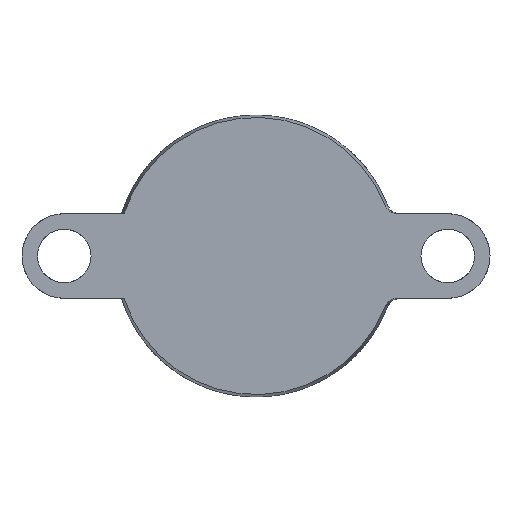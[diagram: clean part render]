
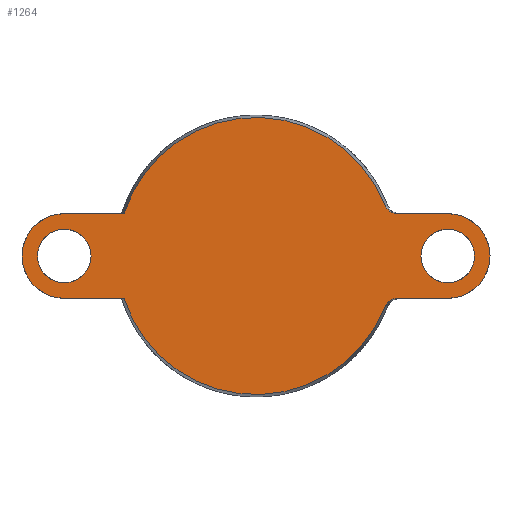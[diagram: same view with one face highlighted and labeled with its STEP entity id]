
A CAD part, front view. The second image highlights one B-rep face of the part: STEP entity #1264.
In plain terms, the highlighted planar face has unit normal (0, -1, 0).
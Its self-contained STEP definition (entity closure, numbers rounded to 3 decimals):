
#2 = ORIENTED_EDGE ( 'NONE', *, *, #915, .T. ) ;
#7 = CIRCLE ( 'NONE', #431, 15. ) ;
#13 = LINE ( 'NONE', #721, #205 ) ;
#23 = FACE_BOUND ( 'NONE', #515, .T. ) ;
#38 = VERTEX_POINT ( 'NONE', #1221 ) ;
#48 = DIRECTION ( 'NONE',  ( 0., 0., 1. ) ) ;
#56 = VERTEX_POINT ( 'NONE', #77 ) ;
#59 = CARTESIAN_POINT ( 'NONE',  ( 49.363, 0., -15.093 ) ) ;
#61 = CARTESIAN_POINT ( 'NONE',  ( 47.738, 0., 15.721 ) ) ;
#66 = CARTESIAN_POINT ( 'NONE',  ( 50.366, 0., -15. ) ) ;
#76 = CARTESIAN_POINT ( 'NONE',  ( -15., 0., 15. ) ) ;
#77 = CARTESIAN_POINT ( 'NONE',  ( 68., 0., 9.5 ) ) ;
#86 = ORIENTED_EDGE ( 'NONE', *, *, #172, .T. ) ;
#112 = EDGE_CURVE ( 'NONE', #673, #673, #1092, .T. ) ;
#144 = CIRCLE ( 'NONE', #858, 49.143 ) ;
#154 = CARTESIAN_POINT ( 'NONE',  ( 46.751, 0., 16.495 ) ) ;
#158 = FACE_OUTER_BOUND ( 'NONE', #291, .T. ) ;
#163 = CARTESIAN_POINT ( 'NONE',  ( 46.1, 0., -17.269 ) ) ;
#167 = VERTEX_POINT ( 'NONE', #1268 ) ;
#170 = EDGE_CURVE ( 'NONE', #56, #56, #476, .T. ) ;
#171 = ORIENTED_EDGE ( 'NONE', *, *, #112, .F. ) ;
#172 = EDGE_CURVE ( 'NONE', #682, #559, #779, .T. ) ;
#174 = CARTESIAN_POINT ( 'NONE',  ( 47.952, 0., -15.6 ) ) ;
#182 = CARTESIAN_POINT ( 'NONE',  ( 47.955, 0., 15.598 ) ) ;
#188 = EDGE_CURVE ( 'NONE', #1181, #1023, #525, .T. ) ;
#192 = EDGE_CURVE ( 'NONE', #1039, #1181, #672, .T. ) ;
#205 = VECTOR ( 'NONE', #1024, 1000. ) ;
#231 = ORIENTED_EDGE ( 'NONE', *, *, #1045, .F. ) ;
#236 = EDGE_LOOP ( 'NONE', ( #171 ) ) ;
#246 = DIRECTION ( 'NONE',  ( 0., 1., 0. ) ) ;
#248 = CARTESIAN_POINT ( 'NONE',  ( 46.108, 0., 17.258 ) ) ;
#253 = CARTESIAN_POINT ( 'NONE',  ( 46.575, 0., -16.681 ) ) ;
#259 = CARTESIAN_POINT ( 'NONE',  ( 49.862, 0., -15.019 ) ) ;
#291 = EDGE_LOOP ( 'NONE', ( #1128, #1043, #985, #1015, #891, #2, #941, #86, #742, #231 ) ) ;
#296 = VECTOR ( 'NONE', #926, 1000. ) ;
#302 = CARTESIAN_POINT ( 'NONE',  ( 68., 0., 0. ) ) ;
#309 = VERTEX_POINT ( 'NONE', #1294 ) ;
#313 = CARTESIAN_POINT ( 'NONE',  ( 0., 0., 0. ) ) ;
#320 = VECTOR ( 'NONE', #1156, 1000. ) ;
#328 = VERTEX_POINT ( 'NONE', #1086 ) ;
#334 = CARTESIAN_POINT ( 'NONE',  ( 48.644, 0., 15.292 ) ) ;
#341 = LINE ( 'NONE', #943, #320 ) ;
#364 = DIRECTION ( 'NONE',  ( -1., 0., 0. ) ) ;
#384 = EDGE_CURVE ( 'NONE', #167, #559, #1234, .T. ) ;
#385 = DIRECTION ( 'NONE',  ( 0., 0., -1. ) ) ;
#419 = ORIENTED_EDGE ( 'NONE', *, *, #170, .T. ) ;
#431 = AXIS2_PLACEMENT_3D ( 'NONE', #302, #810, #385 ) ;
#440 = CARTESIAN_POINT ( 'NONE',  ( 68., 0., 0. ) ) ;
#445 = CARTESIAN_POINT ( 'NONE',  ( -68., 0., 0. ) ) ;
#447 = CARTESIAN_POINT ( 'NONE',  ( 46.58, 0., 16.677 ) ) ;
#476 = CIRCLE ( 'NONE', #945, 9.5 ) ;
#515 = EDGE_LOOP ( 'NONE', ( #419 ) ) ;
#519 = FACE_BOUND ( 'NONE', #236, .T. ) ;
#521 = DIRECTION ( 'NONE',  ( 0., 0., -1. ) ) ;
#525 = CIRCLE ( 'NONE', #1152, 15. ) ;
#542 = CARTESIAN_POINT ( 'NONE',  ( -49.143, 0., 0. ) ) ;
#550 = EDGE_CURVE ( 'NONE', #328, #952, #341, .T. ) ;
#555 = CARTESIAN_POINT ( 'NONE',  ( 0., 0., 0. ) ) ;
#559 = VERTEX_POINT ( 'NONE', #847 ) ;
#561 = CARTESIAN_POINT ( 'NONE',  ( 50.113, 0., -15. ) ) ;
#566 = EDGE_CURVE ( 'NONE', #38, #682, #734, .T. ) ;
#585 = CARTESIAN_POINT ( 'NONE',  ( 49.366, 0., 15.074 ) ) ;
#595 = CARTESIAN_POINT ( 'NONE',  ( -46.797, 0., 15. ) ) ;
#622 = DIRECTION ( 'NONE',  ( 0., -1., 0. ) ) ;
#630 = PLANE ( 'NONE',  #839 ) ;
#645 = CARTESIAN_POINT ( 'NONE',  ( 45.848, 0., 17.699 ) ) ;
#672 = LINE ( 'NONE', #76, #1223 ) ;
#673 = VERTEX_POINT ( 'NONE', #956 ) ;
#682 = VERTEX_POINT ( 'NONE', #1100 ) ;
#721 = CARTESIAN_POINT ( 'NONE',  ( -15., 0., -15. ) ) ;
#724 = B_SPLINE_CURVE_WITH_KNOTS ( 'NONE', 3,
 ( #957, #1270, #585, #334, #855, #182, #61, #1060, #1040, #154, #447, #248, #645, #972 ),
 .UNSPECIFIED., .F., .F.,
 ( 4, 2, 2, 2, 2, 2, 4 ),
 ( 0., 0.001, 0.002, 0.003, 0.004, 0.004, 0.006 ),
 .UNSPECIFIED. ) ;
#734 = CIRCLE ( 'NONE', #1225, 49.143 ) ;
#742 = ORIENTED_EDGE ( 'NONE', *, *, #384, .F. ) ;
#749 = CARTESIAN_POINT ( 'NONE',  ( 46.749, 0., -16.497 ) ) ;
#752 = AXIS2_PLACEMENT_3D ( 'NONE', #445, #1046, #48 ) ;
#756 = DIRECTION ( 'NONE',  ( 0., 0., 1. ) ) ;
#762 = CARTESIAN_POINT ( 'NONE',  ( 47.118, 0., -16.16 ) ) ;
#766 = CARTESIAN_POINT ( 'NONE',  ( 45.66, 0., -18.169 ) ) ;
#779 = B_SPLINE_CURVE_WITH_KNOTS ( 'NONE', 3,
 ( #766, #854, #163, #253, #749, #762, #949, #848, #174, #1250, #1149, #866, #59, #259, #561, #66 ),
 .UNSPECIFIED., .F., .F.,
 ( 4, 2, 2, 2, 2, 2, 2, 4 ),
 ( 0., 0.001, 0.002, 0.003, 0.004, 0.004, 0.005, 0.006 ),
 .UNSPECIFIED. ) ;
#780 = CARTESIAN_POINT ( 'NONE',  ( 68., 0., 15. ) ) ;
#810 = DIRECTION ( 'NONE',  ( 0., 1., 0. ) ) ;
#835 = CARTESIAN_POINT ( 'NONE',  ( 15., 0., -15. ) ) ;
#839 = AXIS2_PLACEMENT_3D ( 'NONE', #542, #246, #922 ) ;
#847 = CARTESIAN_POINT ( 'NONE',  ( 50.366, 0., -15. ) ) ;
#848 = CARTESIAN_POINT ( 'NONE',  ( 47.73, 0., -15.726 ) ) ;
#853 = EDGE_CURVE ( 'NONE', #309, #1039, #144, .T. ) ;
#854 = CARTESIAN_POINT ( 'NONE',  ( 45.848, 0., -17.699 ) ) ;
#855 = CARTESIAN_POINT ( 'NONE',  ( 48.407, 0., 15.384 ) ) ;
#858 = AXIS2_PLACEMENT_3D ( 'NONE', #313, #622, #521 ) ;
#861 = DIRECTION ( 'NONE',  ( 0., -1., 0. ) ) ;
#865 = DIRECTION ( 'NONE',  ( 0., 0., -1. ) ) ;
#866 = CARTESIAN_POINT ( 'NONE',  ( 49.116, 0., -15.149 ) ) ;
#875 = CARTESIAN_POINT ( 'NONE',  ( -68., 0., -15. ) ) ;
#891 = ORIENTED_EDGE ( 'NONE', *, *, #188, .T. ) ;
#915 = EDGE_CURVE ( 'NONE', #1023, #38, #13, .T. ) ;
#922 = DIRECTION ( 'NONE',  ( 0., 0., 1. ) ) ;
#926 = DIRECTION ( 'NONE',  ( -1., 0., 0. ) ) ;
#941 = ORIENTED_EDGE ( 'NONE', *, *, #566, .T. ) ;
#943 = CARTESIAN_POINT ( 'NONE',  ( 15., 0., 15. ) ) ;
#945 = AXIS2_PLACEMENT_3D ( 'NONE', #440, #1162, #756 ) ;
#949 = CARTESIAN_POINT ( 'NONE',  ( 47.314, 0., -16.005 ) ) ;
#951 = EDGE_CURVE ( 'NONE', #328, #309, #724, .T. ) ;
#952 = VERTEX_POINT ( 'NONE', #780 ) ;
#954 = DIRECTION ( 'NONE',  ( 0., -1., 0. ) ) ;
#955 = CARTESIAN_POINT ( 'NONE',  ( -68., 0., 0. ) ) ;
#956 = CARTESIAN_POINT ( 'NONE',  ( -68., 0., 9.5 ) ) ;
#957 = CARTESIAN_POINT ( 'NONE',  ( 50.366, 0., 15. ) ) ;
#968 = DIRECTION ( 'NONE',  ( 0., 0., -1. ) ) ;
#972 = CARTESIAN_POINT ( 'NONE',  ( 45.66, 0., 18.169 ) ) ;
#985 = ORIENTED_EDGE ( 'NONE', *, *, #853, .T. ) ;
#1015 = ORIENTED_EDGE ( 'NONE', *, *, #192, .T. ) ;
#1023 = VERTEX_POINT ( 'NONE', #875 ) ;
#1024 = DIRECTION ( 'NONE',  ( 1., 0., 0. ) ) ;
#1039 = VERTEX_POINT ( 'NONE', #595 ) ;
#1040 = CARTESIAN_POINT ( 'NONE',  ( 47.122, 0., 16.157 ) ) ;
#1043 = ORIENTED_EDGE ( 'NONE', *, *, #951, .T. ) ;
#1045 = EDGE_CURVE ( 'NONE', #952, #167, #7, .T. ) ;
#1046 = DIRECTION ( 'NONE',  ( 0., -1., 0. ) ) ;
#1060 = CARTESIAN_POINT ( 'NONE',  ( 47.322, 0., 16. ) ) ;
#1086 = CARTESIAN_POINT ( 'NONE',  ( 50.366, 0., 15. ) ) ;
#1092 = CIRCLE ( 'NONE', #752, 9.5 ) ;
#1100 = CARTESIAN_POINT ( 'NONE',  ( 45.66, 0., -18.169 ) ) ;
#1122 = CARTESIAN_POINT ( 'NONE',  ( -68., 0., 15. ) ) ;
#1128 = ORIENTED_EDGE ( 'NONE', *, *, #550, .F. ) ;
#1149 = CARTESIAN_POINT ( 'NONE',  ( 48.637, 0., -15.295 ) ) ;
#1152 = AXIS2_PLACEMENT_3D ( 'NONE', #955, #861, #968 ) ;
#1156 = DIRECTION ( 'NONE',  ( 1., 0., 0. ) ) ;
#1162 = DIRECTION ( 'NONE',  ( 0., 1., 0. ) ) ;
#1181 = VERTEX_POINT ( 'NONE', #1122 ) ;
#1221 = CARTESIAN_POINT ( 'NONE',  ( -46.797, 0., -15. ) ) ;
#1223 = VECTOR ( 'NONE', #364, 1000. ) ;
#1225 = AXIS2_PLACEMENT_3D ( 'NONE', #555, #954, #865 ) ;
#1234 = LINE ( 'NONE', #835, #296 ) ;
#1250 = CARTESIAN_POINT ( 'NONE',  ( 48.405, 0., -15.385 ) ) ;
#1264 = ADVANCED_FACE ( 'NONE', ( #158, #23, #519 ), #630, .F. ) ;
#1268 = CARTESIAN_POINT ( 'NONE',  ( 68., 0., -15. ) ) ;
#1270 = CARTESIAN_POINT ( 'NONE',  ( 49.86, 0., 15. ) ) ;
#1294 = CARTESIAN_POINT ( 'NONE',  ( 45.66, 0., 18.169 ) ) ;
